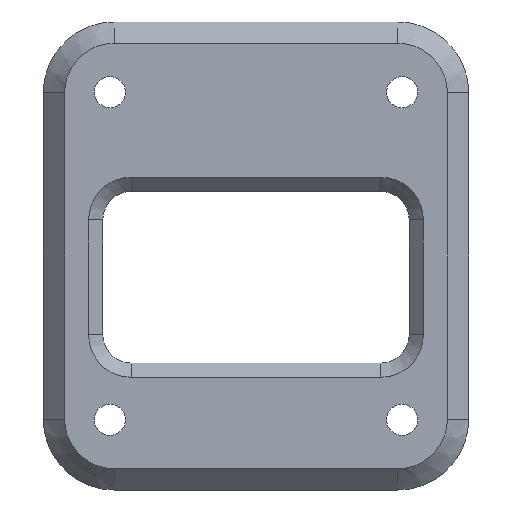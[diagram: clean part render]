
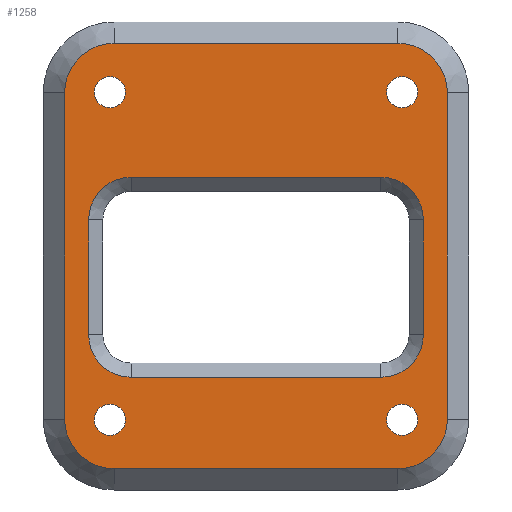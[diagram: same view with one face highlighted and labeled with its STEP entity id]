
A CAD part, front view. The second image highlights one B-rep face of the part: STEP entity #1258.
In plain terms, the highlighted planar face has unit normal (0, -1, 0).
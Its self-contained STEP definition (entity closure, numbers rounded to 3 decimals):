
#15=FACE_BOUND('',#210,.T.);
#16=FACE_BOUND('',#211,.T.);
#17=FACE_BOUND('',#212,.T.);
#18=FACE_BOUND('',#213,.T.);
#19=FACE_BOUND('',#214,.T.);
#55=CIRCLE('',#1334,3.5);
#57=CIRCLE('',#1338,3.5);
#59=CIRCLE('',#1342,3.5);
#61=CIRCLE('',#1346,3.5);
#64=CIRCLE('',#1354,3.);
#65=CIRCLE('',#1355,3.);
#66=CIRCLE('',#1356,3.);
#67=CIRCLE('',#1357,3.);
#68=CIRCLE('',#1358,1.1);
#69=CIRCLE('',#1359,1.1);
#70=CIRCLE('',#1360,1.1);
#71=CIRCLE('',#1361,1.1);
#138=FACE_OUTER_BOUND('',#209,.T.);
#209=EDGE_LOOP('',(#883,#884,#885,#886,#887,#888,#889,#890));
#210=EDGE_LOOP('',(#891,#892,#893,#894,#895,#896,#897,#898));
#211=EDGE_LOOP('',(#899));
#212=EDGE_LOOP('',(#900));
#213=EDGE_LOOP('',(#901));
#214=EDGE_LOOP('',(#902));
#280=LINE('',#1868,#404);
#285=LINE('',#1882,#409);
#289=LINE('',#1894,#413);
#293=LINE('',#1906,#417);
#302=LINE('',#1932,#426);
#303=LINE('',#1936,#427);
#304=LINE('',#1940,#428);
#305=LINE('',#1944,#429);
#404=VECTOR('',#1471,10.);
#409=VECTOR('',#1484,10.);
#413=VECTOR('',#1496,10.);
#417=VECTOR('',#1508,10.);
#426=VECTOR('',#1537,10.);
#427=VECTOR('',#1540,10.);
#428=VECTOR('',#1543,10.);
#429=VECTOR('',#1546,10.);
#528=VERTEX_POINT('',#1865);
#529=VERTEX_POINT('',#1867);
#532=VERTEX_POINT('',#1875);
#534=VERTEX_POINT('',#1880);
#536=VERTEX_POINT('',#1887);
#538=VERTEX_POINT('',#1892);
#540=VERTEX_POINT('',#1899);
#542=VERTEX_POINT('',#1904);
#548=VERTEX_POINT('',#1930);
#549=VERTEX_POINT('',#1931);
#550=VERTEX_POINT('',#1933);
#551=VERTEX_POINT('',#1935);
#552=VERTEX_POINT('',#1937);
#553=VERTEX_POINT('',#1939);
#554=VERTEX_POINT('',#1941);
#555=VERTEX_POINT('',#1943);
#556=VERTEX_POINT('',#1946);
#557=VERTEX_POINT('',#1948);
#558=VERTEX_POINT('',#1950);
#559=VERTEX_POINT('',#1952);
#648=EDGE_CURVE('',#528,#529,#280,.T.);
#653=EDGE_CURVE('',#532,#528,#55,.T.);
#655=EDGE_CURVE('',#534,#532,#285,.T.);
#659=EDGE_CURVE('',#536,#534,#57,.T.);
#661=EDGE_CURVE('',#538,#536,#289,.T.);
#665=EDGE_CURVE('',#540,#538,#59,.T.);
#667=EDGE_CURVE('',#542,#540,#293,.T.);
#670=EDGE_CURVE('',#529,#542,#61,.T.);
#680=EDGE_CURVE('',#548,#549,#302,.T.);
#681=EDGE_CURVE('',#550,#548,#64,.T.);
#682=EDGE_CURVE('',#551,#550,#303,.T.);
#683=EDGE_CURVE('',#552,#551,#65,.T.);
#684=EDGE_CURVE('',#553,#552,#304,.T.);
#685=EDGE_CURVE('',#554,#553,#66,.T.);
#686=EDGE_CURVE('',#555,#554,#305,.T.);
#687=EDGE_CURVE('',#549,#555,#67,.T.);
#688=EDGE_CURVE('',#556,#556,#68,.T.);
#689=EDGE_CURVE('',#557,#557,#69,.T.);
#690=EDGE_CURVE('',#558,#558,#70,.T.);
#691=EDGE_CURVE('',#559,#559,#71,.T.);
#883=ORIENTED_EDGE('',*,*,#648,.F.);
#884=ORIENTED_EDGE('',*,*,#653,.F.);
#885=ORIENTED_EDGE('',*,*,#655,.F.);
#886=ORIENTED_EDGE('',*,*,#659,.F.);
#887=ORIENTED_EDGE('',*,*,#661,.F.);
#888=ORIENTED_EDGE('',*,*,#665,.F.);
#889=ORIENTED_EDGE('',*,*,#667,.F.);
#890=ORIENTED_EDGE('',*,*,#670,.F.);
#891=ORIENTED_EDGE('',*,*,#680,.F.);
#892=ORIENTED_EDGE('',*,*,#681,.F.);
#893=ORIENTED_EDGE('',*,*,#682,.F.);
#894=ORIENTED_EDGE('',*,*,#683,.F.);
#895=ORIENTED_EDGE('',*,*,#684,.F.);
#896=ORIENTED_EDGE('',*,*,#685,.F.);
#897=ORIENTED_EDGE('',*,*,#686,.F.);
#898=ORIENTED_EDGE('',*,*,#687,.F.);
#899=ORIENTED_EDGE('',*,*,#688,.T.);
#900=ORIENTED_EDGE('',*,*,#689,.T.);
#901=ORIENTED_EDGE('',*,*,#690,.T.);
#902=ORIENTED_EDGE('',*,*,#691,.T.);
#1217=PLANE('',#1353);
#1258=ADVANCED_FACE('',(#138,#15,#16,#17,#18,#19),#1217,.F.);
#1334=AXIS2_PLACEMENT_3D('',#1877,#1479,#1480);
#1338=AXIS2_PLACEMENT_3D('',#1889,#1491,#1492);
#1342=AXIS2_PLACEMENT_3D('',#1901,#1503,#1504);
#1346=AXIS2_PLACEMENT_3D('',#1910,#1514,#1515);
#1353=AXIS2_PLACEMENT_3D('',#1929,#1535,#1536);
#1354=AXIS2_PLACEMENT_3D('',#1934,#1538,#1539);
#1355=AXIS2_PLACEMENT_3D('',#1938,#1541,#1542);
#1356=AXIS2_PLACEMENT_3D('',#1942,#1544,#1545);
#1357=AXIS2_PLACEMENT_3D('',#1945,#1547,#1548);
#1358=AXIS2_PLACEMENT_3D('',#1947,#1549,#1550);
#1359=AXIS2_PLACEMENT_3D('',#1949,#1551,#1552);
#1360=AXIS2_PLACEMENT_3D('',#1951,#1553,#1554);
#1361=AXIS2_PLACEMENT_3D('',#1953,#1555,#1556);
#1471=DIRECTION('',(0.,0.,1.));
#1479=DIRECTION('center_axis',(0.,1.,0.));
#1480=DIRECTION('ref_axis',(-0.707,0.,-0.707));
#1484=DIRECTION('',(-1.,0.,0.));
#1491=DIRECTION('center_axis',(0.,1.,0.));
#1492=DIRECTION('ref_axis',(0.707,0.,-0.707));
#1496=DIRECTION('',(0.,0.,-1.));
#1503=DIRECTION('center_axis',(0.,1.,0.));
#1504=DIRECTION('ref_axis',(0.707,0.,0.707));
#1508=DIRECTION('',(1.,0.,0.));
#1514=DIRECTION('center_axis',(0.,1.,0.));
#1515=DIRECTION('ref_axis',(-0.707,0.,0.707));
#1535=DIRECTION('center_axis',(0.,1.,0.));
#1536=DIRECTION('ref_axis',(1.,0.,0.));
#1537=DIRECTION('',(1.,0.,0.));
#1538=DIRECTION('center_axis',(0.,-1.,0.));
#1539=DIRECTION('ref_axis',(-0.707,0.,-0.707));
#1540=DIRECTION('',(0.,0.,-1.));
#1541=DIRECTION('center_axis',(0.,-1.,0.));
#1542=DIRECTION('ref_axis',(-0.707,0.,0.707));
#1543=DIRECTION('',(-1.,0.,0.));
#1544=DIRECTION('center_axis',(0.,-1.,0.));
#1545=DIRECTION('ref_axis',(0.707,0.,0.707));
#1546=DIRECTION('',(0.,0.,1.));
#1547=DIRECTION('center_axis',(0.,-1.,0.));
#1548=DIRECTION('ref_axis',(0.707,0.,-0.707));
#1549=DIRECTION('center_axis',(0.,1.,0.));
#1550=DIRECTION('ref_axis',(1.,0.,0.));
#1551=DIRECTION('center_axis',(0.,1.,0.));
#1552=DIRECTION('ref_axis',(1.,0.,0.));
#1553=DIRECTION('center_axis',(0.,1.,0.));
#1554=DIRECTION('ref_axis',(1.,0.,0.));
#1555=DIRECTION('center_axis',(0.,1.,0.));
#1556=DIRECTION('ref_axis',(1.,0.,0.));
#1865=CARTESIAN_POINT('',(-13.5,-2.,-11.5));
#1867=CARTESIAN_POINT('',(-13.5,-2.,11.5));
#1868=CARTESIAN_POINT('',(-13.5,-2.,-8.25));
#1875=CARTESIAN_POINT('',(-10.,-2.,-15.));
#1877=CARTESIAN_POINT('Origin',(-10.,-2.,-11.5));
#1880=CARTESIAN_POINT('',(10.,-2.,-15.));
#1882=CARTESIAN_POINT('',(7.5,-2.,-15.));
#1887=CARTESIAN_POINT('',(13.5,-2.,-11.5));
#1889=CARTESIAN_POINT('Origin',(10.,-2.,-11.5));
#1892=CARTESIAN_POINT('',(13.5,-2.,11.5));
#1894=CARTESIAN_POINT('',(13.5,-2.,8.25));
#1899=CARTESIAN_POINT('',(10.,-2.,15.));
#1901=CARTESIAN_POINT('Origin',(10.,-2.,11.5));
#1904=CARTESIAN_POINT('',(-10.,-2.,15.));
#1906=CARTESIAN_POINT('',(-7.5,-2.,15.));
#1910=CARTESIAN_POINT('Origin',(-10.,-2.,11.5));
#1929=CARTESIAN_POINT('Origin',(0.,-2.,0.));
#1930=CARTESIAN_POINT('',(-8.8,-2.,-8.55));
#1931=CARTESIAN_POINT('',(8.8,-2.,-8.55));
#1932=CARTESIAN_POINT('',(5.4,-2.,-8.55));
#1933=CARTESIAN_POINT('',(-11.8,-2.,-5.55));
#1934=CARTESIAN_POINT('Origin',(-8.8,-2.,-5.55));
#1935=CARTESIAN_POINT('',(-11.8,-2.,2.55));
#1936=CARTESIAN_POINT('',(-11.8,-2.,-3.775));
#1937=CARTESIAN_POINT('',(-8.8,-2.,5.55));
#1938=CARTESIAN_POINT('Origin',(-8.8,-2.,2.55));
#1939=CARTESIAN_POINT('',(8.8,-2.,5.55));
#1940=CARTESIAN_POINT('',(-5.4,-2.,5.55));
#1941=CARTESIAN_POINT('',(11.8,-2.,2.55));
#1942=CARTESIAN_POINT('Origin',(8.8,-2.,2.55));
#1943=CARTESIAN_POINT('',(11.8,-2.,-5.55));
#1944=CARTESIAN_POINT('',(11.8,-2.,2.275));
#1945=CARTESIAN_POINT('Origin',(8.8,-2.,-5.55));
#1946=CARTESIAN_POINT('',(9.2,-2.,11.55));
#1947=CARTESIAN_POINT('Origin',(10.3,-2.,11.55));
#1948=CARTESIAN_POINT('',(-11.4,-2.,11.55));
#1949=CARTESIAN_POINT('Origin',(-10.3,-2.,11.55));
#1950=CARTESIAN_POINT('',(9.2,-2.,-11.55));
#1951=CARTESIAN_POINT('Origin',(10.3,-2.,-11.55));
#1952=CARTESIAN_POINT('',(-11.4,-2.,-11.55));
#1953=CARTESIAN_POINT('Origin',(-10.3,-2.,-11.55));
